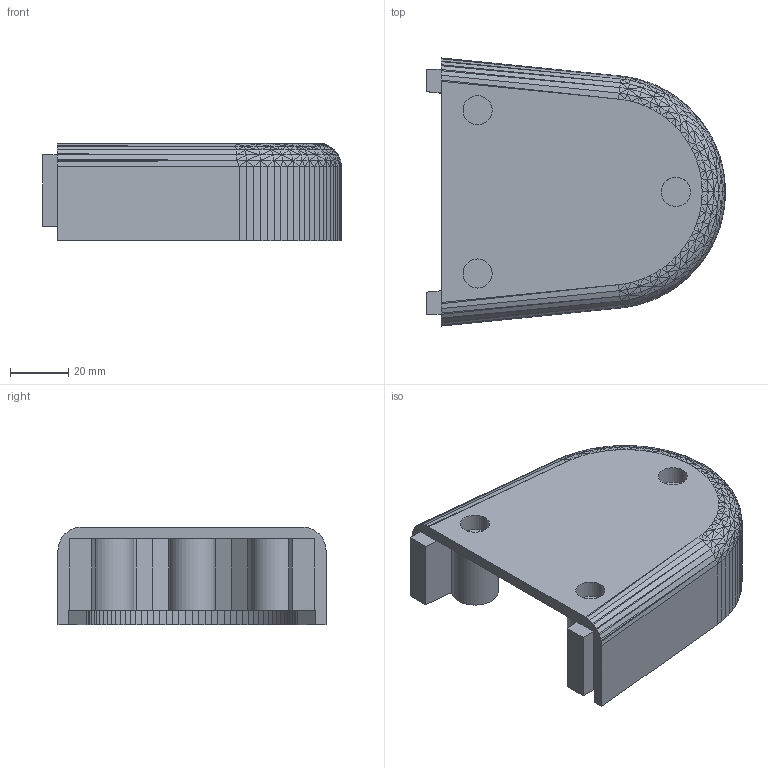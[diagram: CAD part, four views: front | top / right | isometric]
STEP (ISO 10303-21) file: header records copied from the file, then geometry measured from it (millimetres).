
FILE_DESCRIPTION(('FreeCAD Model'),'2;1');
FILE_NAME('bodyB1.step', '2016-02-24T12:42:06',('Author'),(''), 'Open CASCADE STEP processor 6.8','FreeCAD','Unknown');
FILE_SCHEMA(('AUTOMOTIVE_DESIGN_CC2 { 1 2 10303 214 -1 1 5 4 }'));
Length unit declared in the file: millimetre
Products named in the file (1): tapaC
Bounding box: 102.5 x 91.93 x 33.5 mm (x, y, z)
Volume: 108257.2 mm3; surface area: 32924.4 mm2
Topology: 1 solids, 1 shells, 537 faces, 1008 edges, 479 vertices
Faces by surface type: plane 526, cylinder 11
Full cylindrical faces by diameter (mm): 4.5 x3, 10 x3
Entity records: 24546 total; most frequent: CARTESIAN_POINT 5044, DIRECTION 3159, LINE 2025, VECTOR 2025, ORIENTED_EDGE 2016, PCURVE 2016, DEFINITIONAL_REPRESENTATION 2016, EDGE_CURVE 1008
